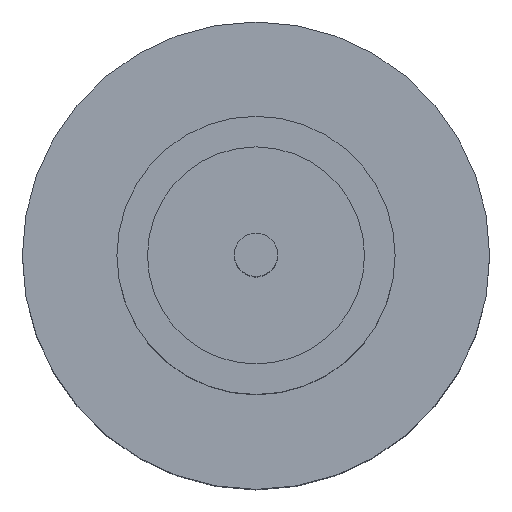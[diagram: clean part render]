
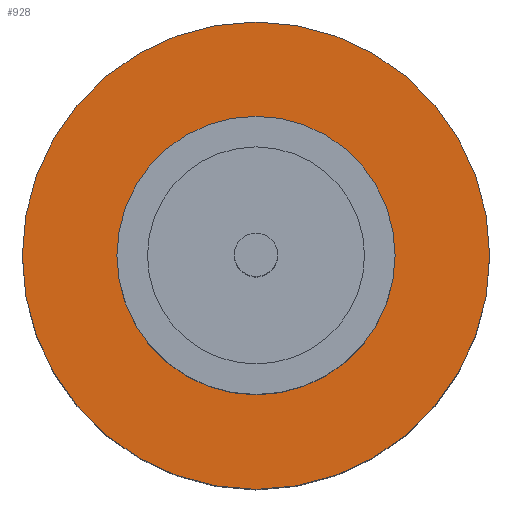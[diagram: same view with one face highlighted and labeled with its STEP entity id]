
A CAD part, top view. The second image highlights one B-rep face of the part: STEP entity #928.
In plain terms, the highlighted planar face has unit normal (0, 0, 1).
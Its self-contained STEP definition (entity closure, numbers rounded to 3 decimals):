
#37 = EDGE_LOOP ( 'NONE', ( #344, #102 ) ) ;
#42 = CARTESIAN_POINT ( 'NONE',  ( -2.1, 0., 1.55 ) ) ;
#45 = DIRECTION ( 'NONE',  ( 0., 0., 1. ) ) ;
#77 = ORIENTED_EDGE ( 'NONE', *, *, #847, .F. ) ;
#82 = CARTESIAN_POINT ( 'NONE',  ( 0., 0., 1.55 ) ) ;
#101 = AXIS2_PLACEMENT_3D ( 'NONE', #893, #447, #520 ) ;
#102 = ORIENTED_EDGE ( 'NONE', *, *, #162, .T. ) ;
#113 = AXIS2_PLACEMENT_3D ( 'NONE', #82, #729, #363 ) ;
#137 = AXIS2_PLACEMENT_3D ( 'NONE', #864, #402, #250 ) ;
#156 = FACE_OUTER_BOUND ( 'NONE', #37, .T. ) ;
#162 = EDGE_CURVE ( 'NONE', #761, #586, #164, .T. ) ;
#164 = CIRCLE ( 'NONE', #583, 2.1 ) ;
#199 = FACE_BOUND ( 'NONE', #321, .T. ) ;
#246 = CIRCLE ( 'NONE', #285, 1.25 ) ;
#250 = DIRECTION ( 'NONE',  ( 1., 0., 0. ) ) ;
#263 = EDGE_CURVE ( 'NONE', #586, #761, #409, .T. ) ;
#285 = AXIS2_PLACEMENT_3D ( 'NONE', #485, #45, #693 ) ;
#303 = EDGE_CURVE ( 'NONE', #625, #908, #246, .T. ) ;
#321 = EDGE_LOOP ( 'NONE', ( #77, #695 ) ) ;
#344 = ORIENTED_EDGE ( 'NONE', *, *, #263, .T. ) ;
#363 = DIRECTION ( 'NONE',  ( 1., 0., 0. ) ) ;
#402 = DIRECTION ( 'NONE',  ( 0., 0., 1. ) ) ;
#409 = CIRCLE ( 'NONE', #137, 2.1 ) ;
#427 = CARTESIAN_POINT ( 'NONE',  ( 0., 0., 1.55 ) ) ;
#444 = PLANE ( 'NONE',  #101 ) ;
#447 = DIRECTION ( 'NONE',  ( 0., 0., 1. ) ) ;
#466 = CARTESIAN_POINT ( 'NONE',  ( -1.25, 0., 1.55 ) ) ;
#485 = CARTESIAN_POINT ( 'NONE',  ( 0., 0., 1.55 ) ) ;
#520 = DIRECTION ( 'NONE',  ( 1., 0., 0. ) ) ;
#583 = AXIS2_PLACEMENT_3D ( 'NONE', #427, #883, #949 ) ;
#585 = CARTESIAN_POINT ( 'NONE',  ( 1.25, 0., 1.55 ) ) ;
#586 = VERTEX_POINT ( 'NONE', #42 ) ;
#625 = VERTEX_POINT ( 'NONE', #466 ) ;
#693 = DIRECTION ( 'NONE',  ( 1., 0., 0. ) ) ;
#695 = ORIENTED_EDGE ( 'NONE', *, *, #303, .F. ) ;
#729 = DIRECTION ( 'NONE',  ( 0., 0., 1. ) ) ;
#761 = VERTEX_POINT ( 'NONE', #934 ) ;
#847 = EDGE_CURVE ( 'NONE', #908, #625, #882, .T. ) ;
#864 = CARTESIAN_POINT ( 'NONE',  ( 0., 0., 1.55 ) ) ;
#882 = CIRCLE ( 'NONE', #113, 1.25 ) ;
#883 = DIRECTION ( 'NONE',  ( 0., 0., 1. ) ) ;
#893 = CARTESIAN_POINT ( 'NONE',  ( 0., 0., 1.55 ) ) ;
#908 = VERTEX_POINT ( 'NONE', #585 ) ;
#928 = ADVANCED_FACE ( 'NONE', ( #199, #156 ), #444, .T. ) ;
#934 = CARTESIAN_POINT ( 'NONE',  ( 2.1, 0., 1.55 ) ) ;
#949 = DIRECTION ( 'NONE',  ( 1., 0., 0. ) ) ;
